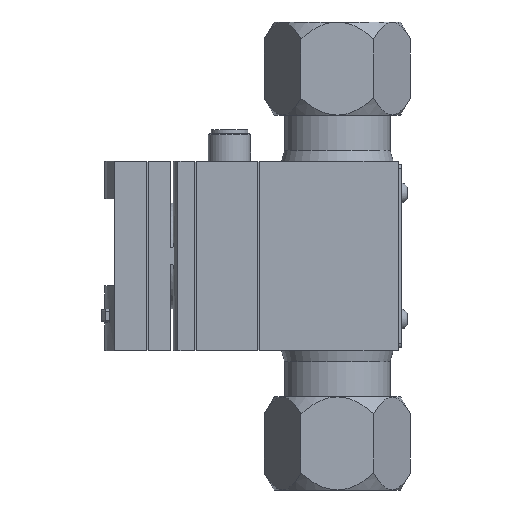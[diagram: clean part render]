
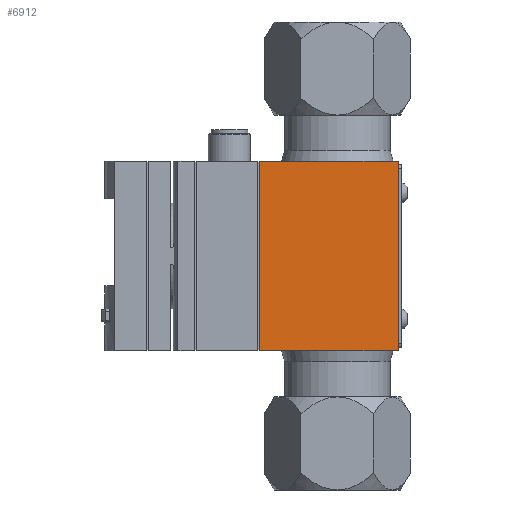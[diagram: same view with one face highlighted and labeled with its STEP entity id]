
A CAD part, left-side view. The second image highlights one B-rep face of the part: STEP entity #6912.
In plain terms, the highlighted planar face has unit normal (-1, 0, 0).
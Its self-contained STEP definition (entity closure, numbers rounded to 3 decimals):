
#840=ORIENTED_EDGE('',*,*,#2028,.F.);
#841=ORIENTED_EDGE('',*,*,#2133,.T.);
#842=ORIENTED_EDGE('',*,*,#2122,.F.);
#843=ORIENTED_EDGE('',*,*,#2143,.F.);
#2028=EDGE_CURVE('',#2743,#2744,#3219,.T.);
#2122=EDGE_CURVE('',#2813,#2810,#3280,.T.);
#2133=EDGE_CURVE('',#2743,#2810,#3286,.T.);
#2143=EDGE_CURVE('',#2744,#2813,#3292,.T.);
#2743=VERTEX_POINT('',#9571);
#2744=VERTEX_POINT('',#9573);
#2810=VERTEX_POINT('',#9789);
#2813=VERTEX_POINT('',#9794);
#3219=LINE('',#9572,#3682);
#3280=LINE('',#9795,#3743);
#3286=LINE('',#9817,#3749);
#3292=LINE('',#9836,#3755);
#3682=VECTOR('',#7955,1000.);
#3743=VECTOR('',#8136,1000.);
#3749=VECTOR('',#8156,1000.);
#3755=VECTOR('',#8172,1000.);
#4225=EDGE_LOOP('',(#840,#841,#842,#843));
#4674=FACE_BOUND('',#4225,.T.);
#5044=PLANE('',#7341);
#6912=ADVANCED_FACE('',(#4674),#5044,.F.);
#7341=AXIS2_PLACEMENT_3D('',#9846,#8179,#8180);
#7955=DIRECTION('',(0.,0.,1.));
#8136=DIRECTION('',(0.,0.,-1.));
#8156=DIRECTION('',(0.,-1.,0.));
#8172=DIRECTION('',(0.,-1.,0.));
#8179=DIRECTION('',(1.,0.,0.));
#8180=DIRECTION('',(0.,0.,-1.));
#9571=CARTESIAN_POINT('',(-20.15,22.1,-27.));
#9572=CARTESIAN_POINT('',(-20.15,22.1,27.));
#9573=CARTESIAN_POINT('',(-20.15,22.1,27.));
#9789=CARTESIAN_POINT('',(-20.15,-17.3,-27.));
#9794=CARTESIAN_POINT('',(-20.15,-17.3,27.));
#9795=CARTESIAN_POINT('',(-20.15,-17.3,27.));
#9817=CARTESIAN_POINT('',(-20.15,46.7,-27.));
#9836=CARTESIAN_POINT('',(-20.15,46.7,27.));
#9846=CARTESIAN_POINT('',(-20.15,46.7,27.));
